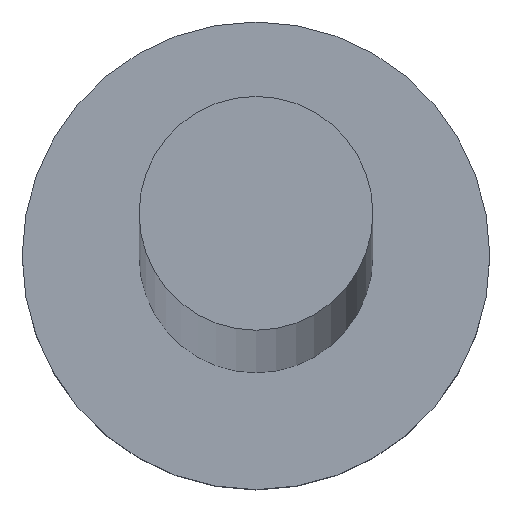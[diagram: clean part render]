
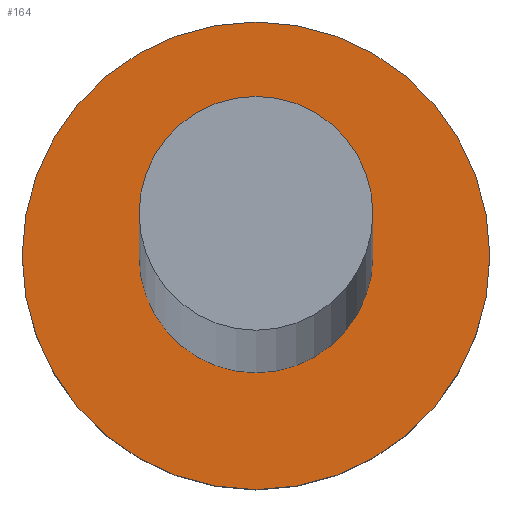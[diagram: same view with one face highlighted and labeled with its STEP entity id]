
A CAD part, top view. The second image highlights one B-rep face of the part: STEP entity #164.
In plain terms, the highlighted planar face has unit normal (0, 0, 1).
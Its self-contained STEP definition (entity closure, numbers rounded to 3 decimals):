
#4 = EDGE_CURVE ( 'NONE', #5, #91, #171, .T. ) ;
#5 = VERTEX_POINT ( 'NONE', #138 ) ;
#11 = FACE_OUTER_BOUND ( 'NONE', #64, .T. ) ;
#22 = ORIENTED_EDGE ( 'NONE', *, *, #157, .T. ) ;
#27 = AXIS2_PLACEMENT_3D ( 'NONE', #216, #195, #101 ) ;
#30 = CARTESIAN_POINT ( 'NONE',  ( 0., 0., 5. ) ) ;
#32 = DIRECTION ( 'NONE',  ( 1., 0., 0. ) ) ;
#48 = FACE_BOUND ( 'NONE', #174, .T. ) ;
#51 = DIRECTION ( 'NONE',  ( 1., 0., 0. ) ) ;
#64 = EDGE_LOOP ( 'NONE', ( #118, #22 ) ) ;
#73 = CARTESIAN_POINT ( 'NONE',  ( 3., 0., 5. ) ) ;
#76 = DIRECTION ( 'NONE',  ( 0., 0., 1. ) ) ;
#86 = ORIENTED_EDGE ( 'NONE', *, *, #160, .F. ) ;
#90 = AXIS2_PLACEMENT_3D ( 'NONE', #247, #250, #96 ) ;
#91 = VERTEX_POINT ( 'NONE', #73 ) ;
#96 = DIRECTION ( 'NONE',  ( 1., 0., 0. ) ) ;
#101 = DIRECTION ( 'NONE',  ( 1., 0., 0. ) ) ;
#108 = CARTESIAN_POINT ( 'NONE',  ( 6., 0., 5. ) ) ;
#116 = EDGE_CURVE ( 'NONE', #198, #141, #219, .T. ) ;
#118 = ORIENTED_EDGE ( 'NONE', *, *, #116, .T. ) ;
#123 = PLANE ( 'NONE',  #154 ) ;
#130 = AXIS2_PLACEMENT_3D ( 'NONE', #243, #245, #148 ) ;
#137 = CIRCLE ( 'NONE', #90, 3. ) ;
#138 = CARTESIAN_POINT ( 'NONE',  ( -3., 0., 5. ) ) ;
#141 = VERTEX_POINT ( 'NONE', #108 ) ;
#144 = CARTESIAN_POINT ( 'NONE',  ( -6., 0., 5. ) ) ;
#148 = DIRECTION ( 'NONE',  ( 1., 0., 0. ) ) ;
#154 = AXIS2_PLACEMENT_3D ( 'NONE', #226, #76, #51 ) ;
#157 = EDGE_CURVE ( 'NONE', #141, #198, #207, .T. ) ;
#158 = ORIENTED_EDGE ( 'NONE', *, *, #4, .F. ) ;
#160 = EDGE_CURVE ( 'NONE', #91, #5, #137, .T. ) ;
#164 = ADVANCED_FACE ( 'NONE', ( #48, #11 ), #123, .T. ) ;
#171 = CIRCLE ( 'NONE', #27, 3. ) ;
#174 = EDGE_LOOP ( 'NONE', ( #158, #86 ) ) ;
#184 = DIRECTION ( 'NONE',  ( 0., 0., 1. ) ) ;
#195 = DIRECTION ( 'NONE',  ( 0., 0., 1. ) ) ;
#198 = VERTEX_POINT ( 'NONE', #144 ) ;
#207 = CIRCLE ( 'NONE', #213, 6. ) ;
#213 = AXIS2_PLACEMENT_3D ( 'NONE', #30, #184, #32 ) ;
#216 = CARTESIAN_POINT ( 'NONE',  ( 0., 0., 5. ) ) ;
#219 = CIRCLE ( 'NONE', #130, 6. ) ;
#226 = CARTESIAN_POINT ( 'NONE',  ( 0., 0., 5. ) ) ;
#243 = CARTESIAN_POINT ( 'NONE',  ( 0., 0., 5. ) ) ;
#245 = DIRECTION ( 'NONE',  ( 0., 0., 1. ) ) ;
#247 = CARTESIAN_POINT ( 'NONE',  ( 0., 0., 5. ) ) ;
#250 = DIRECTION ( 'NONE',  ( 0., 0., 1. ) ) ;
